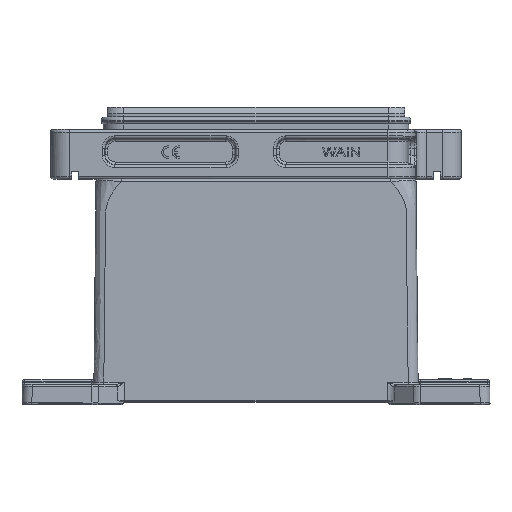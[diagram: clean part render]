
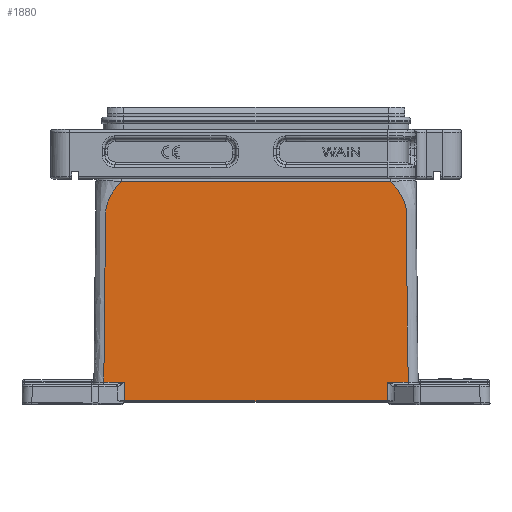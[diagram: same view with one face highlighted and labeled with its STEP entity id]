
A CAD part, top view. The second image highlights one B-rep face of the part: STEP entity #1880.
In plain terms, the highlighted planar face has unit normal (0, 0.011, 1).
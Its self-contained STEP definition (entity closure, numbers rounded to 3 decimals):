
#1880=ADVANCED_FACE('NONE',(#3669),#3017,.T.);
#3017=PLANE('',#21498);
#3669=FACE_OUTER_BOUND('',#4894,.T.);
#4894=EDGE_LOOP('',(#9887,#9888,#9889,#9890,#9891,#9892,#9893,#9894));
#6228=LINE('',#32261,#7692);
#6254=LINE('',#32940,#7718);
#6255=LINE('',#32942,#7719);
#6256=LINE('',#32944,#7720);
#6257=LINE('',#32946,#7721);
#6258=LINE('',#32948,#7722);
#7692=VECTOR('',#23516,1.);
#7718=VECTOR('',#23646,1.);
#7719=VECTOR('',#23647,1.);
#7720=VECTOR('',#23648,1.);
#7721=VECTOR('',#23649,1.);
#7722=VECTOR('',#23650,1.);
#9887=ORIENTED_EDGE('',*,*,#17649,.T.);
#9888=ORIENTED_EDGE('',*,*,#17627,.T.);
#9889=ORIENTED_EDGE('',*,*,#17628,.T.);
#9890=ORIENTED_EDGE('',*,*,#17712,.T.);
#9891=ORIENTED_EDGE('',*,*,#17713,.T.);
#9892=ORIENTED_EDGE('',*,*,#17714,.T.);
#9893=ORIENTED_EDGE('',*,*,#17715,.T.);
#9894=ORIENTED_EDGE('',*,*,#17716,.T.);
#15549=VERTEX_POINT('',#31662);
#15564=VERTEX_POINT('',#32041);
#15566=VERTEX_POINT('',#32304);
#15578=VERTEX_POINT('',#32607);
#15611=VERTEX_POINT('',#32941);
#15612=VERTEX_POINT('',#32943);
#15613=VERTEX_POINT('',#32945);
#15614=VERTEX_POINT('',#32947);
#17627=EDGE_CURVE('NONE',#15564,#15549,#6228,.T.);
#17628=EDGE_CURVE('NONE',#15549,#15566,#20369,.T.);
#17649=EDGE_CURVE('NONE',#15578,#15564,#20382,.T.);
#17712=EDGE_CURVE('NONE',#15566,#15611,#6254,.T.);
#17713=EDGE_CURVE('NONE',#15611,#15612,#6255,.T.);
#17714=EDGE_CURVE('NONE',#15612,#15613,#6256,.T.);
#17715=EDGE_CURVE('NONE',#15613,#15614,#6257,.T.);
#17716=EDGE_CURVE('NONE',#15614,#15578,#6258,.T.);
#20369=B_SPLINE_CURVE_WITH_KNOTS('',3,(#32263,#32264,#32265,#32266,#32267,
#32268,#32269,#32270,#32271,#32272,#32273,#32274,#32275,#32276,#32277,#32278,
#32279,#32280,#32281,#32282,#32283,#32284,#32285,#32286,#32287,#32288,#32289,
#32290,#32291,#32292,#32293,#32294,#32295,#32296,#32297,#32298,#32299,#32300,
#32301,#32302,#32303),.UNSPECIFIED.,.F.,.F.,(4,1,1,1,2,2,1,2,2,1,1,1,2,
2,1,1,1,1,1,2,2,1,1,1,1,1,2,2,4),(0.,0.062,0.094,
0.109,0.117,0.125,0.141,
0.148,0.156,0.172,0.18,
0.184,0.186,0.187,0.219,
0.234,0.242,0.246,0.248,
0.249,0.25,0.375,0.437,
0.469,0.484,0.492,0.496,
0.5,1.),.UNSPECIFIED.);
#20382=B_SPLINE_CURVE_WITH_KNOTS('',3,(#32563,#32564,#32565,#32566,#32567,
#32568,#32569,#32570,#32571,#32572,#32573,#32574,#32575,#32576,#32577,#32578,
#32579,#32580,#32581,#32582,#32583,#32584,#32585,#32586,#32587,#32588,#32589,
#32590,#32591,#32592,#32593,#32594,#32595,#32596,#32597,#32598,#32599,#32600,
#32601,#32602,#32603,#32604,#32605,#32606),.UNSPECIFIED.,.F.,.F.,(4,2,1,
1,1,1,1,1,2,2,1,1,1,1,1,2,2,2,2,2,2,2,2,1,2,2,2,4),(0.,0.5,
0.625,0.687,0.719,0.734,
0.742,0.746,0.748,0.75,0.781,
0.797,0.805,0.809,0.811,
0.812,0.812,0.816,0.82,
0.828,0.844,0.859,0.875,
0.906,0.922,0.937,0.969,
1.),.UNSPECIFIED.);
#21498=AXIS2_PLACEMENT_3D('',#32949,#23651,#23652);
#23516=DIRECTION('',(-1.,0.,0.));
#23646=DIRECTION('',(1.,0.,0.));
#23647=DIRECTION('',(0.014,-1.,0.01));
#23648=DIRECTION('',(1.,0.,0.));
#23649=DIRECTION('',(0.014,1.,-0.01));
#23650=DIRECTION('',(1.,0.,0.));
#23651=DIRECTION('',(0.,0.01,1.));
#23652=DIRECTION('',(0.,-1.,0.01));
#31662=CARTESIAN_POINT('',(-54.461,89.011,29.01));
#32041=CARTESIAN_POINT('',(54.46,89.01,29.01));
#32261=CARTESIAN_POINT('',(-68.294,89.01,29.01));
#32263=CARTESIAN_POINT('',(-54.461,89.011,29.01));
#32264=CARTESIAN_POINT('',(-55.827,87.57,29.025));
#32265=CARTESIAN_POINT('',(-57.542,85.408,29.048));
#32266=CARTESIAN_POINT('',(-58.958,82.883,29.075));
#32267=CARTESIAN_POINT('',(-59.52,81.619,29.088));
#32268=CARTESIAN_POINT('',(-59.73,81.078,29.093));
#32269=CARTESIAN_POINT('',(-59.862,80.717,29.097));
#32270=CARTESIAN_POINT('',(-59.916,80.564,29.099));
#32271=CARTESIAN_POINT('',(-60.122,79.938,29.105));
#32272=CARTESIAN_POINT('',(-60.3,79.31,29.112));
#32273=CARTESIAN_POINT('',(-60.437,78.681,29.119));
#32274=CARTESIAN_POINT('',(-60.519,78.262,29.123));
#32275=CARTESIAN_POINT('',(-60.562,78.012,29.126));
#32276=CARTESIAN_POINT('',(-60.639,77.502,29.131));
#32277=CARTESIAN_POINT('',(-60.698,76.925,29.137));
#32278=CARTESIAN_POINT('',(-60.737,76.133,29.145));
#32279=CARTESIAN_POINT('',(-60.749,75.707,29.15));
#32280=CARTESIAN_POINT('',(-60.752,75.519,29.152));
#32281=CARTESIAN_POINT('',(-60.754,75.391,29.153));
#32282=CARTESIAN_POINT('',(-60.755,75.272,29.154));
#32283=CARTESIAN_POINT('',(-60.757,75.104,29.156));
#32284=CARTESIAN_POINT('',(-60.765,74.338,29.164));
#32285=CARTESIAN_POINT('',(-60.783,72.521,29.183));
#32286=CARTESIAN_POINT('',(-60.795,71.381,29.195));
#32287=CARTESIAN_POINT('',(-60.802,70.754,29.202));
#32288=CARTESIAN_POINT('',(-60.805,70.425,29.205));
#32289=CARTESIAN_POINT('',(-60.807,70.281,29.206));
#32290=CARTESIAN_POINT('',(-60.808,70.185,29.208));
#32291=CARTESIAN_POINT('',(-60.809,70.088,29.209));
#32292=CARTESIAN_POINT('',(-60.81,69.948,29.21));
#32293=CARTESIAN_POINT('',(-60.838,67.256,29.238));
#32294=CARTESIAN_POINT('',(-60.917,59.77,29.317));
#32295=CARTESIAN_POINT('',(-60.967,54.941,29.367));
#32296=CARTESIAN_POINT('',(-60.995,52.255,29.395));
#32297=CARTESIAN_POINT('',(-61.01,50.844,29.41));
#32298=CARTESIAN_POINT('',(-61.017,50.225,29.417));
#32299=CARTESIAN_POINT('',(-61.021,49.809,29.421));
#32300=CARTESIAN_POINT('',(-61.024,49.563,29.423));
#32301=CARTESIAN_POINT('',(-61.26,26.993,29.66));
#32302=CARTESIAN_POINT('',(-61.405,13.193,29.804));
#32303=CARTESIAN_POINT('',(-61.459,7.99,29.859));
#32304=CARTESIAN_POINT('',(-61.459,7.99,29.859));
#32563=CARTESIAN_POINT('',(61.459,7.99,29.859));
#32564=CARTESIAN_POINT('',(61.314,21.789,29.714));
#32565=CARTESIAN_POINT('',(61.17,35.589,29.57));
#32566=CARTESIAN_POINT('',(60.989,52.838,29.389));
#32567=CARTESIAN_POINT('',(60.935,58.013,29.335));
#32568=CARTESIAN_POINT('',(60.872,64.05,29.272));
#32569=CARTESIAN_POINT('',(60.84,67.069,29.24));
#32570=CARTESIAN_POINT('',(60.825,68.578,29.224));
#32571=CARTESIAN_POINT('',(60.817,69.333,29.216));
#32572=CARTESIAN_POINT('',(60.813,69.71,29.212));
#32573=CARTESIAN_POINT('',(60.811,69.872,29.211));
#32574=CARTESIAN_POINT('',(60.81,69.98,29.21));
#32575=CARTESIAN_POINT('',(60.81,69.993,29.21));
#32576=CARTESIAN_POINT('',(60.793,71.601,29.193));
#32577=CARTESIAN_POINT('',(60.774,73.383,29.174));
#32578=CARTESIAN_POINT('',(60.762,74.608,29.161));
#32579=CARTESIAN_POINT('',(60.758,75.006,29.157));
#32580=CARTESIAN_POINT('',(60.757,75.152,29.155));
#32581=CARTESIAN_POINT('',(60.756,75.211,29.155));
#32582=CARTESIAN_POINT('',(60.756,75.234,29.155));
#32583=CARTESIAN_POINT('',(60.756,75.249,29.154));
#32584=CARTESIAN_POINT('',(60.756,75.224,29.155));
#32585=CARTESIAN_POINT('',(60.754,75.414,29.153));
#32586=CARTESIAN_POINT('',(60.753,75.544,29.151));
#32587=CARTESIAN_POINT('',(60.75,75.76,29.149));
#32588=CARTESIAN_POINT('',(60.75,75.791,29.149));
#32589=CARTESIAN_POINT('',(60.743,76.144,29.145));
#32590=CARTESIAN_POINT('',(60.736,76.342,29.143));
#32591=CARTESIAN_POINT('',(60.698,76.981,29.136));
#32592=CARTESIAN_POINT('',(60.651,77.422,29.132));
#32593=CARTESIAN_POINT('',(60.524,78.261,29.123));
#32594=CARTESIAN_POINT('',(60.442,78.68,29.119));
#32595=CARTESIAN_POINT('',(60.241,79.518,29.11));
#32596=CARTESIAN_POINT('',(60.111,79.969,29.105));
#32597=CARTESIAN_POINT('',(59.731,81.127,29.093));
#32598=CARTESIAN_POINT('',(59.255,82.285,29.081));
#32599=CARTESIAN_POINT('',(58.636,83.441,29.069));
#32600=CARTESIAN_POINT('',(58.191,84.212,29.061));
#32601=CARTESIAN_POINT('',(57.929,84.635,29.056));
#32602=CARTESIAN_POINT('',(57.241,85.678,29.045));
#32603=CARTESIAN_POINT('',(56.708,86.401,29.038));
#32604=CARTESIAN_POINT('',(55.629,87.734,29.024));
#32605=CARTESIAN_POINT('',(55.059,88.382,29.017));
#32606=CARTESIAN_POINT('',(54.46,89.01,29.01));
#32607=CARTESIAN_POINT('',(61.459,7.99,29.859));
#32940=CARTESIAN_POINT('',(-68.294,7.99,29.859));
#32941=CARTESIAN_POINT('',(-53.024,7.99,29.859));
#32942=CARTESIAN_POINT('',(-53.024,7.99,29.859));
#32943=CARTESIAN_POINT('',(-52.917,0.505,29.937));
#32944=CARTESIAN_POINT('',(-68.294,0.505,29.937));
#32945=CARTESIAN_POINT('',(52.917,0.505,29.937));
#32946=CARTESIAN_POINT('',(52.917,0.505,29.937));
#32947=CARTESIAN_POINT('',(53.024,7.99,29.859));
#32948=CARTESIAN_POINT('',(-68.294,7.99,29.859));
#32949=CARTESIAN_POINT('',(-68.294,90.,29.));
